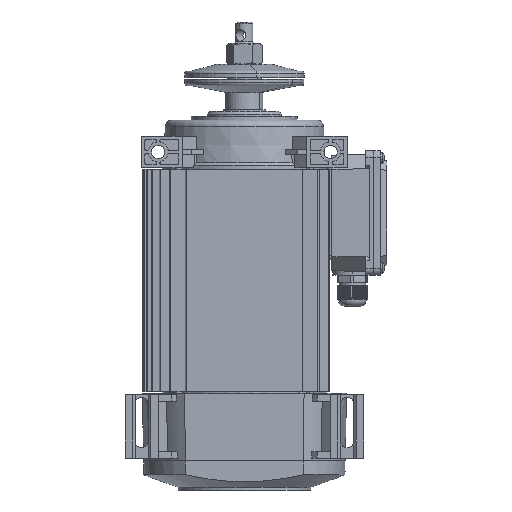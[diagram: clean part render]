
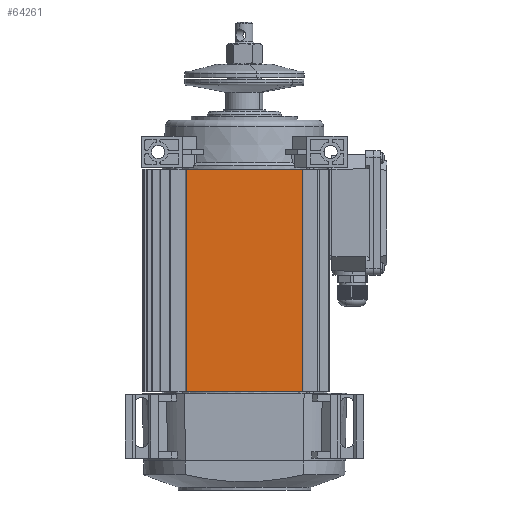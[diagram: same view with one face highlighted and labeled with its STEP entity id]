
A CAD part, front view. The second image highlights one B-rep face of the part: STEP entity #64261.
In plain terms, the highlighted planar face has unit normal (0, -1, 0).
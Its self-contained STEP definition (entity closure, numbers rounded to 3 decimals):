
#38160 = CARTESIAN_POINT ( 'NONE',  ( -43.827, -62.5, 84. ) ) ;
#38276 = CARTESIAN_POINT ( 'NONE',  ( -43.827, -62.5, -84. ) ) ;
#38451 = DIRECTION ( 'NONE',  ( 0., 0., -1. ) ) ;
#38453 = VECTOR ( 'NONE', #38451, 1000. ) ;
#38455 = CARTESIAN_POINT ( 'NONE',  ( -43.827, -62.5, 84. ) ) ;
#38457 = LINE ( 'NONE', #38455, #38453 ) ;
#38978 = CARTESIAN_POINT ( 'NONE',  ( 43.827, -62.5, 84. ) ) ;
#38980 = DIRECTION ( 'NONE',  ( 1., 0., 0. ) ) ;
#38981 = VECTOR ( 'NONE', #38980, 1000. ) ;
#38983 = CARTESIAN_POINT ( 'NONE',  ( 43.827, -62.5, 84. ) ) ;
#38985 = LINE ( 'NONE', #38983, #38981 ) ;
#40291 = DIRECTION ( 'NONE',  ( 1., 0., 0. ) ) ;
#40293 = VECTOR ( 'NONE', #40291, 1000. ) ;
#40295 = CARTESIAN_POINT ( 'NONE',  ( 43.827, -62.5, -84. ) ) ;
#40296 = LINE ( 'NONE', #40295, #40293 ) ;
#40302 = CARTESIAN_POINT ( 'NONE',  ( 43.827, -62.5, -84. ) ) ;
#41358 = DIRECTION ( 'NONE',  ( 0., 0., 1. ) ) ;
#41360 = DIRECTION ( 'NONE',  ( 0., 1., 0. ) ) ;
#41361 = CARTESIAN_POINT ( 'NONE',  ( 43.827, -62.5, 84. ) ) ;
#41363 = AXIS2_PLACEMENT_3D ( 'NONE', #41361, #41360, #41358 ) ;
#41365 = PLANE ( 'NONE',  #41363 ) ;
#41366 = LINE ( 'NONE', #41507, #41505 ) ;
#41372 = FACE_OUTER_BOUND ( 'NONE', #64264, .T. ) ;
#41504 = DIRECTION ( 'NONE',  ( 0., 0., -1. ) ) ;
#41505 = VECTOR ( 'NONE', #41504, 1000. ) ;
#41507 = CARTESIAN_POINT ( 'NONE',  ( 43.827, -62.5, 84. ) ) ;
#62810 = VERTEX_POINT ( 'NONE', #38160 ) ;
#62825 = VERTEX_POINT ( 'NONE', #38276 ) ;
#62937 = EDGE_CURVE ( 'NONE', #62810, #62825, #38457, .T. ) ;
#63140 = EDGE_CURVE ( 'NONE', #62810, #63142, #38985, .T. ) ;
#63142 = VERTEX_POINT ( 'NONE', #38978 ) ;
#63699 = VERTEX_POINT ( 'NONE', #40302 ) ;
#63701 = EDGE_CURVE ( 'NONE', #62825, #63699, #40296, .T. ) ;
#64261 = ADVANCED_FACE ( 'NONE', ( #41372 ), #41365, .F. ) ;
#64264 = EDGE_LOOP ( 'NONE', ( #64266, #64267, #64270, #64271 ) ) ;
#64266 = ORIENTED_EDGE ( 'NONE', *, *, #63701, .T. ) ;
#64267 = ORIENTED_EDGE ( 'NONE', *, *, #64268, .F. ) ;
#64268 = EDGE_CURVE ( 'NONE', #63142, #63699, #41366, .T. ) ;
#64270 = ORIENTED_EDGE ( 'NONE', *, *, #63140, .F. ) ;
#64271 = ORIENTED_EDGE ( 'NONE', *, *, #62937, .T. ) ;
